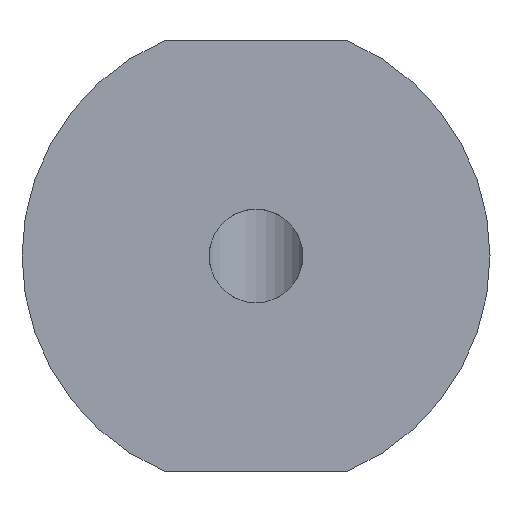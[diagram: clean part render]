
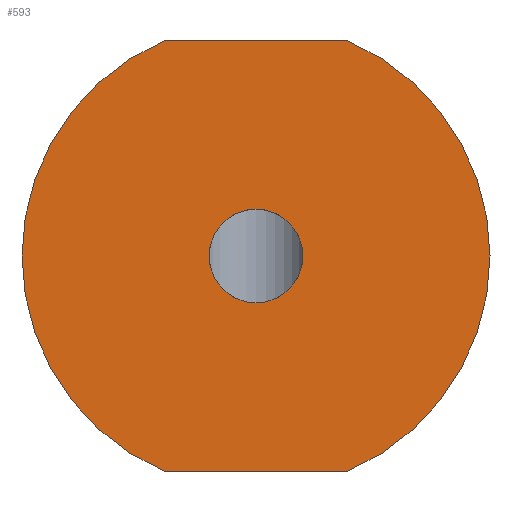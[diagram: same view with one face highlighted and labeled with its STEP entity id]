
A CAD part, front view. The second image highlights one B-rep face of the part: STEP entity #593.
In plain terms, the highlighted planar face has unit normal (0, -1, 0).
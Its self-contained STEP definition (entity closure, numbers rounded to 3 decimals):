
#29 = CARTESIAN_POINT ( 'NONE',  ( 0., 0., -2.5 ) ) ;
#40 = EDGE_LOOP ( 'NONE', ( #643, #120, #141, #245 ) ) ;
#49 = AXIS2_PLACEMENT_3D ( 'NONE', #707, #772, #439 ) ;
#56 = CIRCLE ( 'NONE', #66, 2.5 ) ;
#66 = AXIS2_PLACEMENT_3D ( 'NONE', #546, #416, #485 ) ;
#82 = FACE_BOUND ( 'NONE', #541, .T. ) ;
#106 = DIRECTION ( 'NONE',  ( 0., 0., -1. ) ) ;
#117 = VECTOR ( 'NONE', #508, 1000. ) ;
#120 = ORIENTED_EDGE ( 'NONE', *, *, #756, .F. ) ;
#125 = AXIS2_PLACEMENT_3D ( 'NONE', #547, #410, #752 ) ;
#141 = ORIENTED_EDGE ( 'NONE', *, *, #626, .T. ) ;
#149 = DIRECTION ( 'NONE',  ( 0., -1., 0. ) ) ;
#209 = VERTEX_POINT ( 'NONE', #373 ) ;
#245 = ORIENTED_EDGE ( 'NONE', *, *, #570, .T. ) ;
#257 = CARTESIAN_POINT ( 'NONE',  ( 0., 0., 2.5 ) ) ;
#270 = AXIS2_PLACEMENT_3D ( 'NONE', #327, #149, #106 ) ;
#291 = DIRECTION ( 'NONE',  ( 0., 0., -1. ) ) ;
#305 = AXIS2_PLACEMENT_3D ( 'NONE', #352, #685, #291 ) ;
#327 = CARTESIAN_POINT ( 'NONE',  ( 0., 0., 0. ) ) ;
#352 = CARTESIAN_POINT ( 'NONE',  ( 0., 0., 0. ) ) ;
#373 = CARTESIAN_POINT ( 'NONE',  ( 4.899, 0., -11.5 ) ) ;
#396 = FACE_OUTER_BOUND ( 'NONE', #40, .T. ) ;
#410 = DIRECTION ( 'NONE',  ( 0., -1., 0. ) ) ;
#416 = DIRECTION ( 'NONE',  ( 0., -1., 0. ) ) ;
#433 = EDGE_CURVE ( 'NONE', #564, #440, #782, .T. ) ;
#434 = CIRCLE ( 'NONE', #305, 2.5 ) ;
#439 = DIRECTION ( 'NONE',  ( 0., 0., -1. ) ) ;
#440 = VERTEX_POINT ( 'NONE', #812 ) ;
#485 = DIRECTION ( 'NONE',  ( 0., 0., -1. ) ) ;
#503 = CARTESIAN_POINT ( 'NONE',  ( -4.899, 0., 11.5 ) ) ;
#508 = DIRECTION ( 'NONE',  ( -1., 0., 0. ) ) ;
#541 = EDGE_LOOP ( 'NONE', ( #682, #566 ) ) ;
#546 = CARTESIAN_POINT ( 'NONE',  ( 0., 0., 0. ) ) ;
#547 = CARTESIAN_POINT ( 'NONE',  ( 0., 0., 0. ) ) ;
#564 = VERTEX_POINT ( 'NONE', #503 ) ;
#566 = ORIENTED_EDGE ( 'NONE', *, *, #798, .F. ) ;
#568 = PLANE ( 'NONE',  #49 ) ;
#570 = EDGE_CURVE ( 'NONE', #757, #564, #811, .T. ) ;
#574 = CIRCLE ( 'NONE', #270, 12.5 ) ;
#580 = VERTEX_POINT ( 'NONE', #257 ) ;
#585 = CARTESIAN_POINT ( 'NONE',  ( -11.906, 0., 11.5 ) ) ;
#593 = ADVANCED_FACE ( 'NONE', ( #82, #396 ), #568, .T. ) ;
#626 = EDGE_CURVE ( 'NONE', #209, #757, #574, .T. ) ;
#643 = ORIENTED_EDGE ( 'NONE', *, *, #433, .T. ) ;
#665 = VERTEX_POINT ( 'NONE', #29 ) ;
#682 = ORIENTED_EDGE ( 'NONE', *, *, #767, .F. ) ;
#685 = DIRECTION ( 'NONE',  ( 0., -1., 0. ) ) ;
#686 = CARTESIAN_POINT ( 'NONE',  ( 4.899, 0., 11.5 ) ) ;
#688 = VECTOR ( 'NONE', #807, 1000. ) ;
#707 = CARTESIAN_POINT ( 'NONE',  ( 0., 0., 0. ) ) ;
#736 = LINE ( 'NONE', #819, #688 ) ;
#752 = DIRECTION ( 'NONE',  ( 0., 0., -1. ) ) ;
#756 = EDGE_CURVE ( 'NONE', #209, #440, #736, .T. ) ;
#757 = VERTEX_POINT ( 'NONE', #686 ) ;
#767 = EDGE_CURVE ( 'NONE', #665, #580, #56, .T. ) ;
#772 = DIRECTION ( 'NONE',  ( 0., -1., 0. ) ) ;
#782 = CIRCLE ( 'NONE', #125, 12.5 ) ;
#798 = EDGE_CURVE ( 'NONE', #580, #665, #434, .T. ) ;
#807 = DIRECTION ( 'NONE',  ( -1., 0., 0. ) ) ;
#811 = LINE ( 'NONE', #585, #117 ) ;
#812 = CARTESIAN_POINT ( 'NONE',  ( -4.899, 0., -11.5 ) ) ;
#819 = CARTESIAN_POINT ( 'NONE',  ( -11.906, 0., -11.5 ) ) ;
